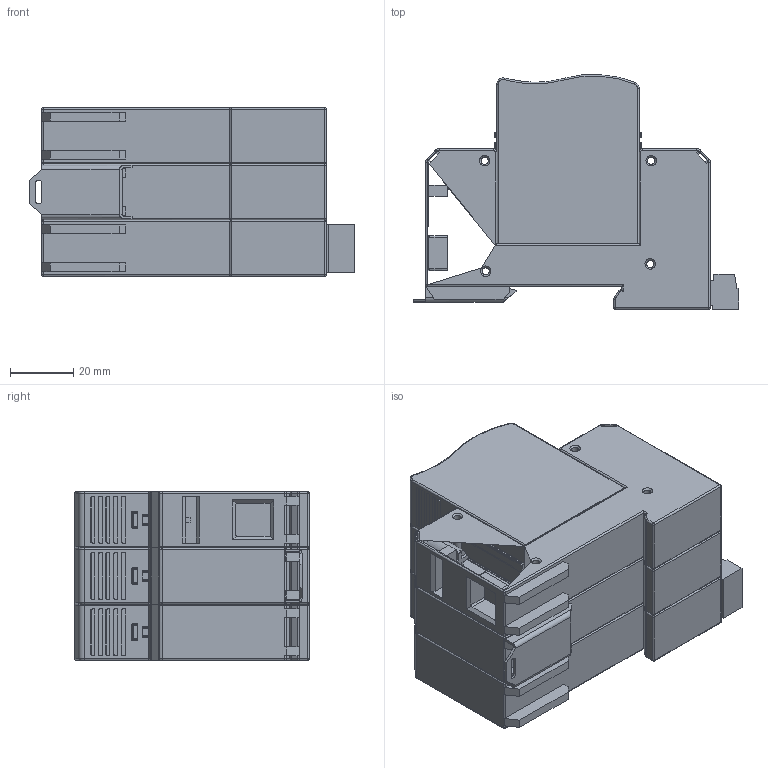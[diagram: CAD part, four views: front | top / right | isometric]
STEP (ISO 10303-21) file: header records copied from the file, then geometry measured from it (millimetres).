
FILE_DESCRIPTION((''),'2;1');
FILE_NAME('ETITEC_B_T12_3_0_ASM','2020-12-22T',('marketing.praksa'),('Audax d.o.o.'),'CREO PARAMETRIC BY PTC INC, 2017480','CREO PARAMETRIC BY PTC INC, 2017480','');
FILE_SCHEMA(('AUTOMOTIVE_DESIGN { 1 0 10303 214 1 1 1 1 }'));
Products named in the file (37): BAZA_1TE_B2S_BREZ_PE_BREZ_ZAS_9; BAZA_1TE_B2S_BREZ_PE_BREZ_ZA_11; BAZA_1TE_B2S_BREZ_PE_BREZ_ZA_12; BAZA_1TE_B2S_BREZ_PE_BREZ_ZA_10_ASM; BAZA_1TE_B2S_BREZ_PE_24_1_2_1_1; BAZA_1TE_B2S_BREZ_PE_24_1_2_2_1; BAZA_1TE_B2S_BREZ_PE_24_1_2_3_5; BAZA_1TE_B2S_BREZ_PE_24_1_2_ASM_ASM; BAZA_1TE_B2S_BREZ_ZASKOK_24_1_9; BAZA_1TE_B2S_BREZ_ZASKOK_24__11; BAZA_1TE_B2S_BREZ_ZASKOK_24__12; BAZA_1TE_B2S_BREZ_ZASKOK_24__10_ASM; MODUL_OUTER_S_SHAPE_B2S_10_1_18; OUTER_3TE_S_B2S_ASM_3_1_ASM_1_ASM; TMP_DWG_65_1_1_1_2_1_2_3_4_5_6_; TMP_DWG_65_1_2_1_2_1_2_3_4_5_6_; TMP_DWG_65_1_3_1_2_1_2_3_4_5_6_; ASM0008_1_2_3_4_5_ASM_1_ASM; ASM0017_ASM_1_ASM; TMP_DWG_65_1_1_1_2_1_2_3_4_5__5; TMP_DWG_65_1_2_1_2_1_2_3_4_5__5; TMP_DWG_65_1_3_1_2_1_2_3_4_5__5; ASM0008_1_2_3_4_5_6_ASM_1_ASM; ASM0018_ASM_1_ASM; TMP_DWG_65_1_1_1_2_1_2_3_4_5__6; TMP_DWG_65_1_2_1_2_1_2_3_4_5__6; TMP_DWG_65_1_3_1_2_1_2_3_4_5__6; ASM0008_1_2_3_4_5_6_7_ASM_1_ASM; ASM0019_ASM_1_ASM; ASM0015_ASM_1_ASM; BAZA_1TE_B2S_RC_ZASKOK_19_1_1_7; BAZA_1TE_B2S_RC_ZASKOK_19_ASM_8_ASM; OUTER_1TE_S_SHAPE_B2S_R_ASM_3_7_ASM; IZ506_504_ETITEC_B_1P0_RC_ASM_8_ASM; ASM0010_ASM_1_1_2_ASM; ASM0020_ASM; ETITEC_B_T12_3_0_ASM
Assembly tree (38 placements, depth 7):
  ETITEC_B_T12_3_0_ASM
    ASM0015_ASM_1_ASM
      OUTER_3TE_S_B2S_ASM_3_1_ASM_1_ASM
        BAZA_1TE_B2S_BREZ_PE_BREZ_ZA_10_ASM
          BAZA_1TE_B2S_BREZ_PE_BREZ_ZAS_9
          BAZA_1TE_B2S_BREZ_PE_BREZ_ZA_11
          BAZA_1TE_B2S_BREZ_PE_BREZ_ZA_12
        BAZA_1TE_B2S_BREZ_PE_24_1_2_ASM_ASM
          BAZA_1TE_B2S_BREZ_PE_24_1_2_1_1
          BAZA_1TE_B2S_BREZ_PE_24_1_2_2_1
          BAZA_1TE_B2S_BREZ_PE_24_1_2_3_5
        BAZA_1TE_B2S_BREZ_ZASKOK_24__10_ASM
          BAZA_1TE_B2S_BREZ_ZASKOK_24_1_9
          BAZA_1TE_B2S_BREZ_ZASKOK_24__11
          BAZA_1TE_B2S_BREZ_ZASKOK_24__12
        MODUL_OUTER_S_SHAPE_B2S_10_1_18  x3
      ASM0017_ASM_1_ASM
        ASM0008_1_2_3_4_5_ASM_1_ASM
          TMP_DWG_65_1_1_1_2_1_2_3_4_5_6_
          TMP_DWG_65_1_2_1_2_1_2_3_4_5_6_
          TMP_DWG_65_1_3_1_2_1_2_3_4_5_6_
      ASM0018_ASM_1_ASM
        ASM0008_1_2_3_4_5_6_ASM_1_ASM
          TMP_DWG_65_1_1_1_2_1_2_3_4_5__5
          TMP_DWG_65_1_2_1_2_1_2_3_4_5__5
          TMP_DWG_65_1_3_1_2_1_2_3_4_5__5
      ASM0019_ASM_1_ASM
        ASM0008_1_2_3_4_5_6_7_ASM_1_ASM
          TMP_DWG_65_1_1_1_2_1_2_3_4_5__6
          TMP_DWG_65_1_2_1_2_1_2_3_4_5__6
          TMP_DWG_65_1_3_1_2_1_2_3_4_5__6
    ASM0020_ASM
      ASM0010_ASM_1_1_2_ASM
        IZ506_504_ETITEC_B_1P0_RC_ASM_8_ASM
          OUTER_1TE_S_SHAPE_B2S_R_ASM_3_7_ASM
            BAZA_1TE_B2S_RC_ZASKOK_19_ASM_8_ASM
              BAZA_1TE_B2S_RC_ZASKOK_19_1_1_7
Bounding box: 102.9 x 74.14 x 53.4 mm (x, y, z)
Volume: 268125 mm3; surface area: 72453.8 mm2
Topology: 22 solids, 22 shells, 1708 faces, 4530 edges, 2918 vertices
Faces by surface type: plane 966, cylinder 536, torus 80, cone 60, sphere 42, bspline 24
Entity records: 55075 total; most frequent: CARTESIAN_POINT 8581, DIRECTION 7126, ORIENTED_EDGE 6992, EDGE_CURVE 3496, PRESENTATION_STYLE_ASSIGNMENT 3336, STYLED_ITEM 3237, CURVE_STYLE 3064, AXIS2_PLACEMENT_3D 2444
